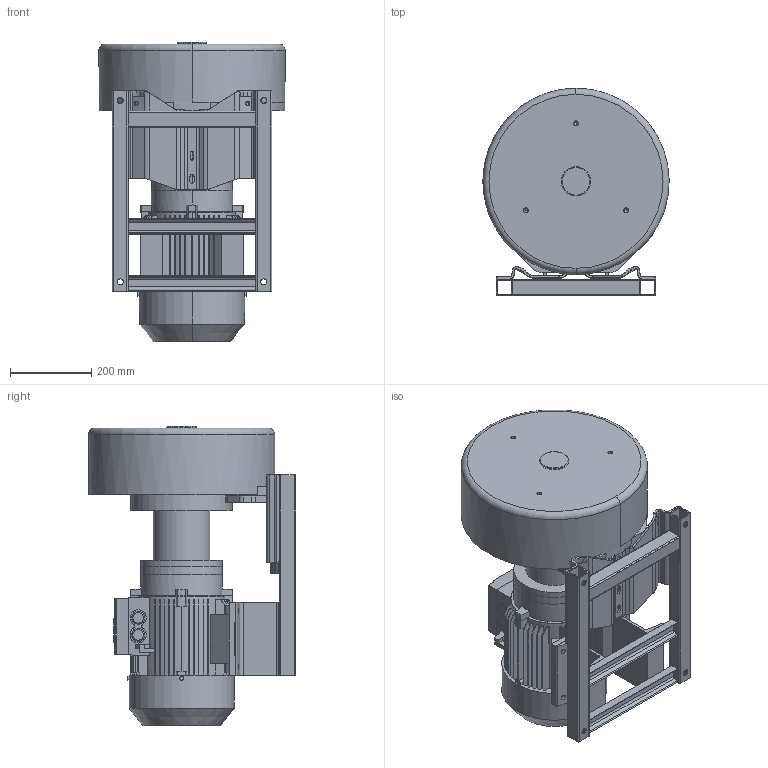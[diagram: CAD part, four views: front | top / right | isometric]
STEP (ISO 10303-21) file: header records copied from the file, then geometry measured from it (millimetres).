
FILE_DESCRIPTION((''),'2;1');
FILE_NAME('MD-001325_ASM','2014-03-20T',('rnennstiel'),('vacuvane vacuum technology gmbh'),'PRO/ENGINEER BY PARAMETRIC TECHNOLOGY CORPORATION, 2010140','PRO/ENGINEER BY PARAMETRIC TECHNOLOGY CORPORATION, 2010140','');
FILE_SCHEMA(('AUTOMOTIVE_DESIGN_CC2 { 1 2 10303 214 -1 1 5 2 }'));
Length unit declared in the file: millimetre
Products named in the file (11): MD-001079; MD-000383; MD-001323; MD-000448; MD-000999; MD-001205; MD-001143; MD-001208; MD-001209; MD-001204_ASM; MD-001325_ASM
Assembly tree (14 placements, depth 3):
  MD-001325_ASM
    MD-001079
    MD-000383
    MD-001323
    MD-000448  x2
    MD-000999
    MD-001204_ASM
      MD-001205  x2
      MD-001143
      MD-001208  x2
      MD-001209  x2
Bounding box: 459 x 510.5 x 737.5 mm (x, y, z)
Volume: 31457519.5 mm3; surface area: 2462281.2 mm2
Topology: 12 solids, 20 shells, 1160 faces, 3123 edges, 2014 vertices
Faces by surface type: plane 525, cylinder 426, cone 125, torus 68, bspline 16
Entity records: 46503 total; most frequent: CARTESIAN_POINT 12114, DIRECTION 5887, ORIENTED_EDGE 5766, EDGE_CURVE 2899, AXIS2_PLACEMENT_3D 2162, PRESENTATION_STYLE_ASSIGNMENT 2059, STYLED_ITEM 2043, CURVE_STYLE 2036
